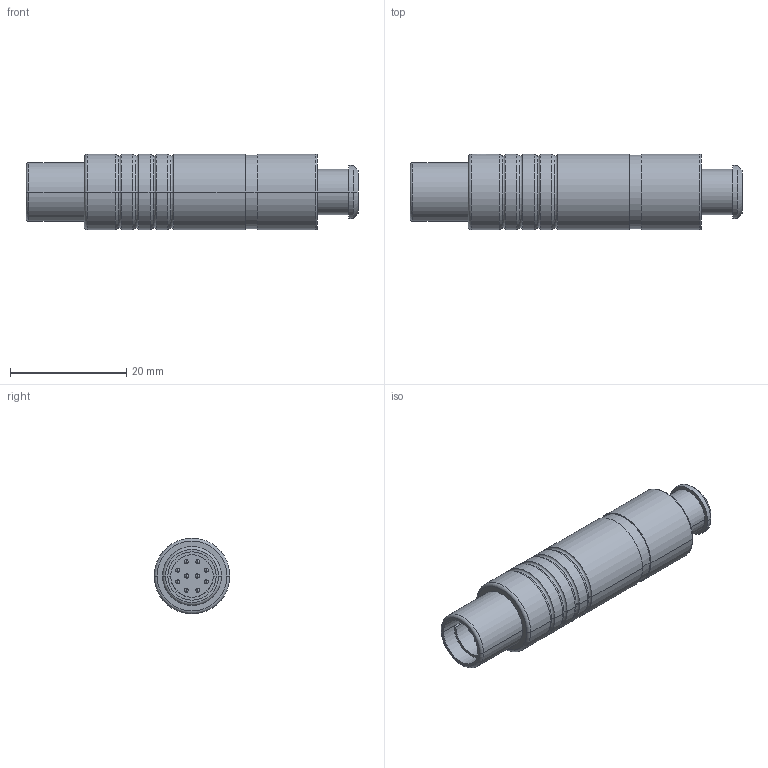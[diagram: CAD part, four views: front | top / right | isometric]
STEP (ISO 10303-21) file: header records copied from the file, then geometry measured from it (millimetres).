
FILE_DESCRIPTION((''),'2;1');
FILE_NAME('S4AF1C-P10M','2021-02-18T13:43:25',('RTrager'),(''),'CREO PARAMETRIC BY PTC INC, 2018300','CREO PARAMETRIC BY PTC INC, 2018300','');
FILE_SCHEMA(('AP242_MANAGED_MODEL_BASED_3D_ENGINEERING_MIM_LF { 1 0 10303 442 1 1 4 }'));
Length unit declared in the file: millimetre
Products named in the file (1): S4AF1C-P10M
Bounding box: 57 x 13 x 13 mm (x, y, z)
Volume: 4629.8 mm3; surface area: 3839.2 mm2
Topology: 1 solids, 1 shells, 201 faces, 482 edges, 292 vertices
Faces by surface type: cylinder 113, plane 34, torus 24, sphere 20, cone 10
Entity records: 9486 total; most frequent: CARTESIAN_POINT 1395, DIRECTION 1080, ORIENTED_EDGE 924, PRESENTATION_STYLE_ASSIGNMENT 637, STYLED_ITEM 500, AXIS2_PLACEMENT_3D 465, CURVE_STYLE 462, EDGE_CURVE 462
